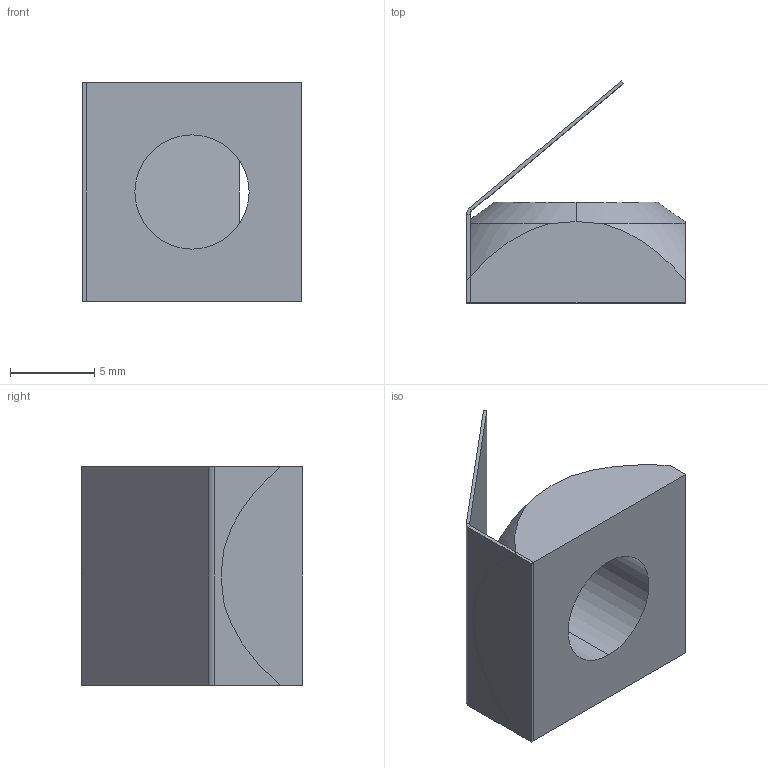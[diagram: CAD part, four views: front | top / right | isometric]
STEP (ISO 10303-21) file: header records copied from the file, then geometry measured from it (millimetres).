
FILE_DESCRIPTION (( 'STEP AP203' ), '1' );
FILE_NAME ('084.302.009.STEP', '2015-01-16T09:27:57', ( '' ), ( '' ), 'SwSTEP 2.0', 'SolidWorks 2012', '' );
FILE_SCHEMA (( 'CONFIG_CONTROL_DESIGN' ));
Length unit declared in the file: millimetre
Products named in the file (1): 084.302.009
Bounding box: 13 x 13.21 x 13 mm (x, y, z)
Volume: 731.6 mm3; surface area: 1084.5 mm2
Topology: 2 solids, 2 shells, 28 faces, 64 edges, 40 vertices
Faces by surface type: plane 18, torus 4, cylinder 4, cone 2
Entity records: 947 total; most frequent: CARTESIAN_POINT 251, ORIENTED_EDGE 128, DIRECTION 122, EDGE_CURVE 64, AXIS2_PLACEMENT_3D 43, VERTEX_POINT 40, VECTOR 36, LINE 36
